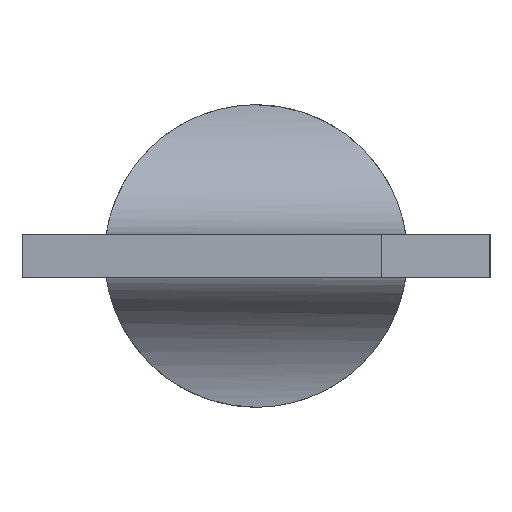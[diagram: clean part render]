
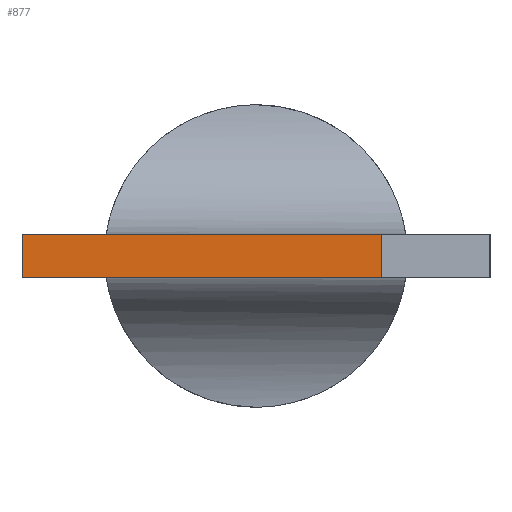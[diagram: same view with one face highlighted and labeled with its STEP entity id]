
A CAD part, left-side view. The second image highlights one B-rep face of the part: STEP entity #877.
In plain terms, the highlighted planar face has unit normal (-1, 0, 0).
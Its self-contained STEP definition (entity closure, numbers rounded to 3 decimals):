
#61 = DIRECTION ( 'NONE',  ( 0., 0., 1. ) ) ;
#68 = ORIENTED_EDGE ( 'NONE', *, *, #557, .T. ) ;
#78 = CARTESIAN_POINT ( 'NONE',  ( -717.5, 32.5, -3. ) ) ;
#80 = ORIENTED_EDGE ( 'NONE', *, *, #1248, .T. ) ;
#188 = DIRECTION ( 'NONE',  ( 0., -1., 0. ) ) ;
#195 = ORIENTED_EDGE ( 'NONE', *, *, #425, .T. ) ;
#210 = CARTESIAN_POINT ( 'NONE',  ( -717.5, -17.5, -3. ) ) ;
#425 = EDGE_CURVE ( 'NONE', #556, #844, #1052, .T. ) ;
#434 = CARTESIAN_POINT ( 'NONE',  ( -717.5, -17.5, 3. ) ) ;
#440 = DIRECTION ( 'NONE',  ( 0., 0., 1. ) ) ;
#469 = VECTOR ( 'NONE', #188, 1000. ) ;
#487 = AXIS2_PLACEMENT_3D ( 'NONE', #534, #911, #440 ) ;
#534 = CARTESIAN_POINT ( 'NONE',  ( -717.5, 0., 0. ) ) ;
#556 = VERTEX_POINT ( 'NONE', #210 ) ;
#557 = EDGE_CURVE ( 'NONE', #1100, #1159, #811, .T. ) ;
#654 = CARTESIAN_POINT ( 'NONE',  ( -717.5, 32.5, -3. ) ) ;
#658 = VECTOR ( 'NONE', #1204, 1000. ) ;
#702 = EDGE_CURVE ( 'NONE', #844, #1100, #1077, .T. ) ;
#773 = VECTOR ( 'NONE', #951, 1000. ) ;
#811 = LINE ( 'NONE', #908, #658 ) ;
#844 = VERTEX_POINT ( 'NONE', #434 ) ;
#877 = ADVANCED_FACE ( 'NONE', ( #932 ), #1033, .T. ) ;
#908 = CARTESIAN_POINT ( 'NONE',  ( -717.5, 32.5, -3. ) ) ;
#911 = DIRECTION ( 'NONE',  ( -1., 0., 0. ) ) ;
#932 = FACE_OUTER_BOUND ( 'NONE', #1153, .T. ) ;
#951 = DIRECTION ( 'NONE',  ( 0., 1., 0. ) ) ;
#999 = LINE ( 'NONE', #78, #469 ) ;
#1033 = PLANE ( 'NONE',  #487 ) ;
#1052 = LINE ( 'NONE', #1262, #1192 ) ;
#1077 = LINE ( 'NONE', #1255, #773 ) ;
#1100 = VERTEX_POINT ( 'NONE', #1244 ) ;
#1153 = EDGE_LOOP ( 'NONE', ( #80, #195, #1254, #68 ) ) ;
#1159 = VERTEX_POINT ( 'NONE', #654 ) ;
#1192 = VECTOR ( 'NONE', #61, 1000. ) ;
#1204 = DIRECTION ( 'NONE',  ( 0., 0., -1. ) ) ;
#1244 = CARTESIAN_POINT ( 'NONE',  ( -717.5, 32.5, 3. ) ) ;
#1248 = EDGE_CURVE ( 'NONE', #1159, #556, #999, .T. ) ;
#1254 = ORIENTED_EDGE ( 'NONE', *, *, #702, .T. ) ;
#1255 = CARTESIAN_POINT ( 'NONE',  ( -717.5, 32.5, 3. ) ) ;
#1262 = CARTESIAN_POINT ( 'NONE',  ( -717.5, -17.5, 3. ) ) ;
